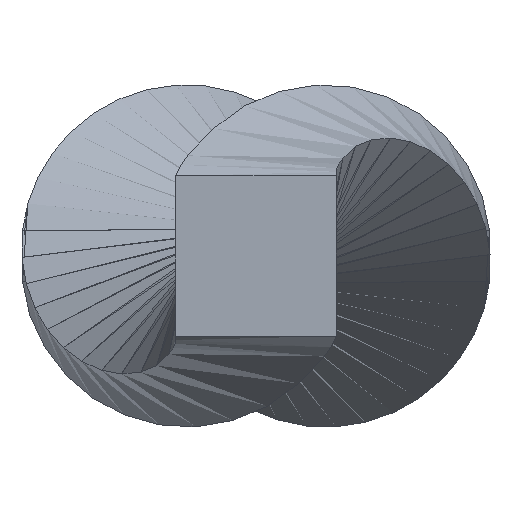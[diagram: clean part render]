
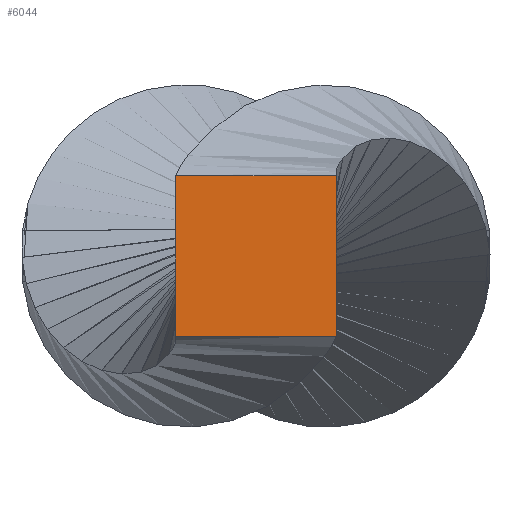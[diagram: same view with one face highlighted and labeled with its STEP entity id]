
A CAD part, front view. The second image highlights one B-rep face of the part: STEP entity #6044.
In plain terms, the highlighted planar face has unit normal (0, -1, 0).
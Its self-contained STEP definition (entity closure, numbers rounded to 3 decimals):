
#114 = B_SPLINE_CURVE_WITH_KNOTS ( 'NONE', 3,
 ( #1382, #549, #8430, #4062 ),
 .UNSPECIFIED., .F., .F.,
 ( 4, 4 ),
 ( -0.006, 0.006 ),
 .UNSPECIFIED. ) ;
#549 = CARTESIAN_POINT ( 'NONE',  ( -6., -450., -2. ) ) ;
#779 = ORIENTED_EDGE ( 'NONE', *, *, #5201, .F. ) ;
#1382 = CARTESIAN_POINT ( 'NONE',  ( -6., -450., -6. ) ) ;
#1467 = CARTESIAN_POINT ( 'NONE',  ( -2., -450., 6. ) ) ;
#1477 = CARTESIAN_POINT ( 'NONE',  ( 2., -450., -6. ) ) ;
#1774 = CARTESIAN_POINT ( 'NONE',  ( 6., -450., 6. ) ) ;
#2307 = EDGE_CURVE ( 'NONE', #8123, #8806, #6697, .T. ) ;
#2331 = CARTESIAN_POINT ( 'NONE',  ( -6., -450., 6. ) ) ;
#2934 = B_SPLINE_CURVE_WITH_KNOTS ( 'NONE', 3,
 ( #6215, #3555, #5448, #8007 ),
 .UNSPECIFIED., .F., .F.,
 ( 4, 4 ),
 ( 0., 0.012 ),
 .UNSPECIFIED. ) ;
#3345 = DIRECTION ( 'NONE',  ( 0., 1., 0. ) ) ;
#3555 = CARTESIAN_POINT ( 'NONE',  ( 6., -450., 2. ) ) ;
#3579 = ORIENTED_EDGE ( 'NONE', *, *, #2307, .F. ) ;
#3747 = B_SPLINE_CURVE_WITH_KNOTS ( 'NONE', 3,
 ( #9216, #1477, #7565, #7489 ),
 .UNSPECIFIED., .F., .F.,
 ( 4, 4 ),
 ( 0., 0.012 ),
 .UNSPECIFIED. ) ;
#3994 = ORIENTED_EDGE ( 'NONE', *, *, #5774, .F. ) ;
#4040 = CARTESIAN_POINT ( 'NONE',  ( -6., -450., -6. ) ) ;
#4062 = CARTESIAN_POINT ( 'NONE',  ( -6., -450., 6. ) ) ;
#4070 = FACE_OUTER_BOUND ( 'NONE', #7189, .T. ) ;
#4074 = ORIENTED_EDGE ( 'NONE', *, *, #6352, .F. ) ;
#5201 = EDGE_CURVE ( 'NONE', #5694, #8123, #114, .T. ) ;
#5448 = CARTESIAN_POINT ( 'NONE',  ( 6., -450., -2. ) ) ;
#5694 = VERTEX_POINT ( 'NONE', #4040 ) ;
#5774 = EDGE_CURVE ( 'NONE', #10582, #5694, #3747, .T. ) ;
#5802 = CARTESIAN_POINT ( 'NONE',  ( 2., -450., 6. ) ) ;
#6044 = ADVANCED_FACE ( 'NONE', ( #4070 ), #8029, .F. ) ;
#6215 = CARTESIAN_POINT ( 'NONE',  ( 6., -450., 6. ) ) ;
#6352 = EDGE_CURVE ( 'NONE', #8806, #10582, #2934, .T. ) ;
#6697 = B_SPLINE_CURVE_WITH_KNOTS ( 'NONE', 3,
 ( #2331, #1467, #5802, #9398 ),
 .UNSPECIFIED., .F., .F.,
 ( 4, 4 ),
 ( 0., 0.012 ),
 .UNSPECIFIED. ) ;
#7189 = EDGE_LOOP ( 'NONE', ( #3994, #4074, #3579, #779 ) ) ;
#7489 = CARTESIAN_POINT ( 'NONE',  ( -6., -450., -6. ) ) ;
#7565 = CARTESIAN_POINT ( 'NONE',  ( -2., -450., -6. ) ) ;
#8007 = CARTESIAN_POINT ( 'NONE',  ( 6., -450., -6. ) ) ;
#8029 = PLANE ( 'NONE',  #10272 ) ;
#8123 = VERTEX_POINT ( 'NONE', #11018 ) ;
#8430 = CARTESIAN_POINT ( 'NONE',  ( -6., -450., 2. ) ) ;
#8806 = VERTEX_POINT ( 'NONE', #1774 ) ;
#8901 = CARTESIAN_POINT ( 'NONE',  ( 6., -450., -6. ) ) ;
#9216 = CARTESIAN_POINT ( 'NONE',  ( 6., -450., -6. ) ) ;
#9398 = CARTESIAN_POINT ( 'NONE',  ( 6., -450., 6. ) ) ;
#9485 = DIRECTION ( 'NONE',  ( -1., 0., 0. ) ) ;
#9788 = CARTESIAN_POINT ( 'NONE',  ( 6., -450., -6. ) ) ;
#10272 = AXIS2_PLACEMENT_3D ( 'NONE', #8901, #3345, #9485 ) ;
#10582 = VERTEX_POINT ( 'NONE', #9788 ) ;
#11018 = CARTESIAN_POINT ( 'NONE',  ( -6., -450., 6. ) ) ;
